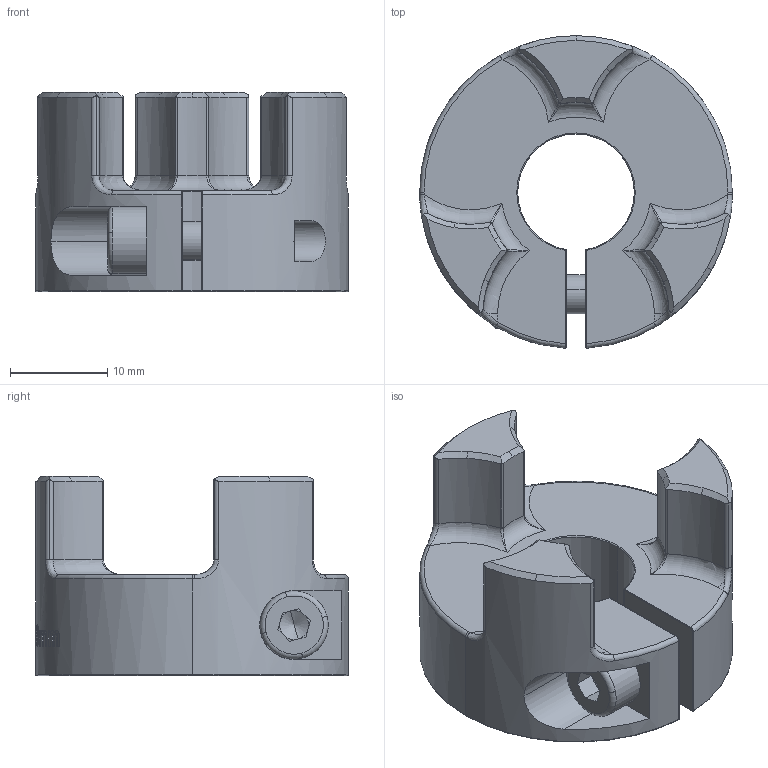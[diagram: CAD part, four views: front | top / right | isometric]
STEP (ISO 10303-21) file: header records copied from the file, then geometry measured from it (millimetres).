
FILE_DESCRIPTION(('HOOPS Exchange Step'),'2;1');
FILE_NAME('export-6B5A51B9-F8C6-47D4-9E3D-3589742F6C0B.stp','2021-09-13T16:12:41+02:00',('User'),('Alibre'),'HOOPS Exchange 2020.1','Alibre','Unknown authorisation');
FILE_SCHEMA( ('AP242_MANAGED_MODEL_BASED_3D_ENGINEERING_MIM_LF {1 0 10303 442 1 1 4 }') );
Length unit declared in the file: millimetre
Products named in the file (3): 1490 HUB ShaftCoupler  DCNC-D32-L32-B12.00mm; 813 DIN 912 metric bolts M4x12; 1490 HUB ShaftCoupler DCNC-D32-L32-B12.00mm
Assembly tree (2 placements, depth 2):
  1490 HUB ShaftCoupler DCNC-D32-L32-B12.00mm
    1490 HUB ShaftCoupler  DCNC-D32-L32-B12.00mm
    813 DIN 912 metric bolts M4x12
Bounding box: 32.2 x 32.16 x 20.5 mm (x, y, z)
Volume: 8403.9 mm3; surface area: 4372.5 mm2
Topology: 2 solids, 2 shells, 337 faces, 904 edges, 574 vertices
Faces by surface type: bspline 115, cylinder 84, plane 74, torus 30, cone 28, sphere 6
Entity records: 25145 total; most frequent: CARTESIAN_POINT 17785, ORIENTED_EDGE 1780, DIRECTION 1101, EDGE_CURVE 890, VERTEX_POINT 574, B_SPLINE_CURVE_WITH_KNOTS 461, AXIS2_PLACEMENT_3D 442, EDGE_LOOP 358
